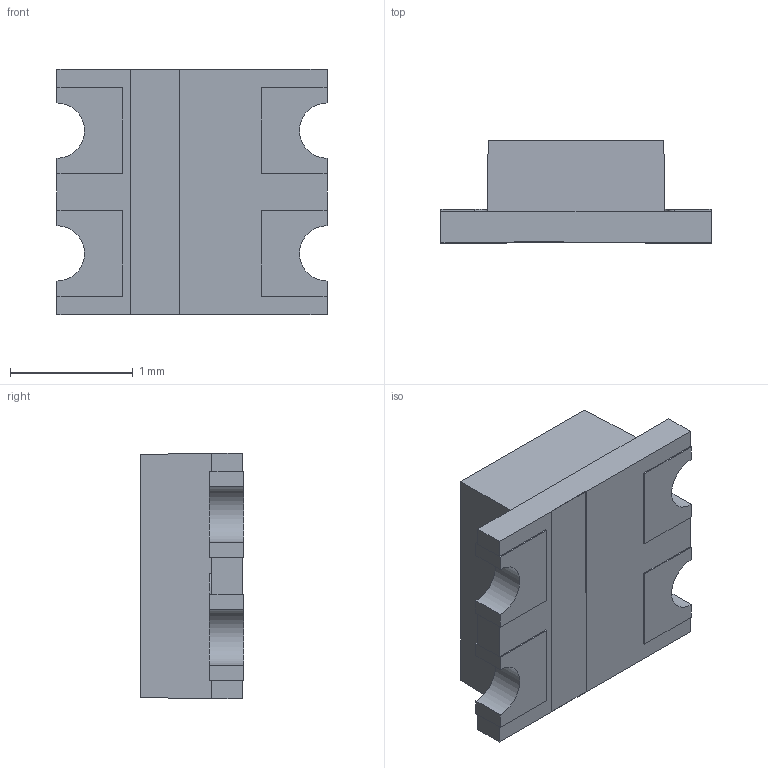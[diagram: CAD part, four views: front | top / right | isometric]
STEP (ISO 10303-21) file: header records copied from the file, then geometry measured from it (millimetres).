
FILE_DESCRIPTION (( 'STEP AP214' ), '1' );
FILE_NAME ('WS2812-2020.STEP', '2021-11-02T04:04:05', ( '' ), ( '' ), 'SwSTEP 2.0', 'SolidWorks 2017', '' );
FILE_SCHEMA (( 'AUTOMOTIVE_DESIGN' ));
Length unit declared in the file: millimetre
Products named in the file (1): WS2812-2020
Bounding box: 2.2 x 0.84 x 2 mm (x, y, z)
Volume: 2.7 mm3; surface area: 20.9 mm2
Topology: 6 solids, 6 shells, 107 faces, 260 edges, 165 vertices
Faces by surface type: plane 85, cylinder 20, bspline 2
Entity records: 3182 total; most frequent: CARTESIAN_POINT 591, ORIENTED_EDGE 520, DIRECTION 502, EDGE_CURVE 260, LINE 208, VECTOR 208, VERTEX_POINT 165, AXIS2_PLACEMENT_3D 147
